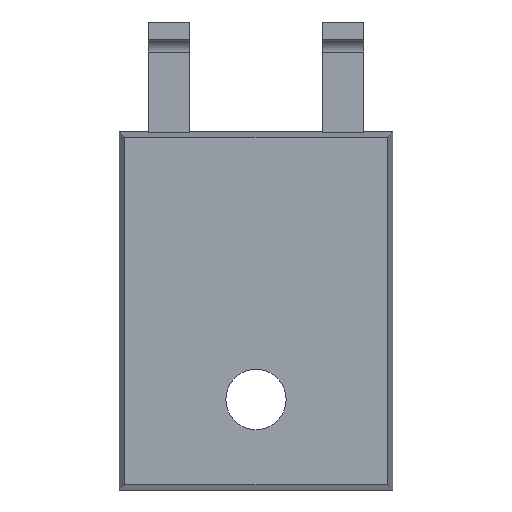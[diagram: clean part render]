
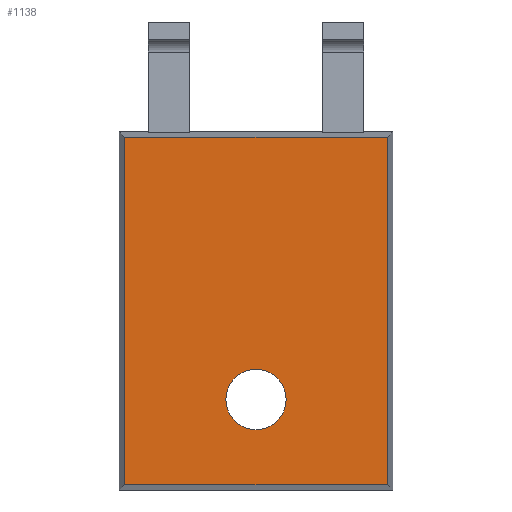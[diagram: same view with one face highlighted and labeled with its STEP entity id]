
A CAD part, front view. The second image highlights one B-rep face of the part: STEP entity #1138.
In plain terms, the highlighted planar face has unit normal (0, -1, 0).
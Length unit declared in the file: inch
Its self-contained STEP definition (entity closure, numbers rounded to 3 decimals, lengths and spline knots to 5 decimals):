
#13 = LINE ( 'NONE', #688, #1521 ) ;
#20 = ORIENTED_EDGE ( 'NONE', *, *, #790, .F. ) ;
#21 = CARTESIAN_POINT ( 'NONE',  ( 0.30259, -0.10236, 0.4126 ) ) ;
#94 = CARTESIAN_POINT ( 'NONE',  ( 0., -0.10236, -0.20394 ) ) ;
#95 = CARTESIAN_POINT ( 'NONE',  ( -0.30259, -0.10236, 0.40003 ) ) ;
#98 = DIRECTION ( 'NONE',  ( 0., 0., 1. ) ) ;
#99 = VERTEX_POINT ( 'NONE', #825 ) ;
#101 = ORIENTED_EDGE ( 'NONE', *, *, #962, .F. ) ;
#112 = CIRCLE ( 'NONE', #364, 0.06949 ) ;
#193 = DIRECTION ( 'NONE',  ( 0., 1., 0. ) ) ;
#203 = CARTESIAN_POINT ( 'NONE',  ( -0.31516, -0.10236, -0.40003 ) ) ;
#217 = CARTESIAN_POINT ( 'NONE',  ( 0., -0.10236, -0.27343 ) ) ;
#223 = EDGE_CURVE ( 'NONE', #1180, #99, #1016, .T. ) ;
#294 = VECTOR ( 'NONE', #830, 39.37008 ) ;
#303 = DIRECTION ( 'NONE',  ( 0., 0., -1. ) ) ;
#319 = EDGE_CURVE ( 'NONE', #1469, #849, #112, .T. ) ;
#364 = AXIS2_PLACEMENT_3D ( 'NONE', #1490, #193, #1006 ) ;
#409 = ORIENTED_EDGE ( 'NONE', *, *, #319, .T. ) ;
#448 = DIRECTION ( 'NONE',  ( 0., 0., 1. ) ) ;
#451 = CIRCLE ( 'NONE', #1303, 0.06949 ) ;
#482 = AXIS2_PLACEMENT_3D ( 'NONE', #784, #897, #303 ) ;
#491 = DIRECTION ( 'NONE',  ( 0., 0., -1. ) ) ;
#515 = FACE_BOUND ( 'NONE', #809, .T. ) ;
#676 = ORIENTED_EDGE ( 'NONE', *, *, #223, .F. ) ;
#682 = LINE ( 'NONE', #1420, #294 ) ;
#688 = CARTESIAN_POINT ( 'NONE',  ( -0.30259, -0.10236, 0.4126 ) ) ;
#777 = VECTOR ( 'NONE', #1377, 39.37008 ) ;
#784 = CARTESIAN_POINT ( 'NONE',  ( 0., -0.10236, 0. ) ) ;
#790 = EDGE_CURVE ( 'NONE', #908, #929, #13, .T. ) ;
#809 = EDGE_LOOP ( 'NONE', ( #922, #409 ) ) ;
#825 = CARTESIAN_POINT ( 'NONE',  ( 0.30259, -0.10236, -0.40003 ) ) ;
#830 = DIRECTION ( 'NONE',  ( 1., 0., 0. ) ) ;
#833 = FACE_OUTER_BOUND ( 'NONE', #1069, .T. ) ;
#849 = VERTEX_POINT ( 'NONE', #217 ) ;
#897 = DIRECTION ( 'NONE',  ( 0., -1., 0. ) ) ;
#908 = VERTEX_POINT ( 'NONE', #1039 ) ;
#922 = ORIENTED_EDGE ( 'NONE', *, *, #1330, .T. ) ;
#929 = VERTEX_POINT ( 'NONE', #95 ) ;
#962 = EDGE_CURVE ( 'NONE', #929, #1180, #682, .T. ) ;
#996 = VECTOR ( 'NONE', #491, 39.37008 ) ;
#1006 = DIRECTION ( 'NONE',  ( 0., 0., 1. ) ) ;
#1016 = LINE ( 'NONE', #21, #996 ) ;
#1027 = DIRECTION ( 'NONE',  ( 0., 1., 0. ) ) ;
#1039 = CARTESIAN_POINT ( 'NONE',  ( -0.30259, -0.10236, -0.40003 ) ) ;
#1069 = EDGE_LOOP ( 'NONE', ( #676, #101, #20, #1326 ) ) ;
#1138 = ADVANCED_FACE ( 'NONE', ( #833, #515 ), #1261, .T. ) ;
#1141 = CARTESIAN_POINT ( 'NONE',  ( 0.30259, -0.10236, 0.40003 ) ) ;
#1180 = VERTEX_POINT ( 'NONE', #1141 ) ;
#1261 = PLANE ( 'NONE',  #482 ) ;
#1303 = AXIS2_PLACEMENT_3D ( 'NONE', #94, #1027, #448 ) ;
#1326 = ORIENTED_EDGE ( 'NONE', *, *, #1445, .F. ) ;
#1330 = EDGE_CURVE ( 'NONE', #849, #1469, #451, .T. ) ;
#1377 = DIRECTION ( 'NONE',  ( -1., 0., 0. ) ) ;
#1389 = CARTESIAN_POINT ( 'NONE',  ( 0., -0.10236, -0.13445 ) ) ;
#1414 = LINE ( 'NONE', #203, #777 ) ;
#1420 = CARTESIAN_POINT ( 'NONE',  ( -0.31516, -0.10236, 0.40003 ) ) ;
#1445 = EDGE_CURVE ( 'NONE', #99, #908, #1414, .T. ) ;
#1469 = VERTEX_POINT ( 'NONE', #1389 ) ;
#1490 = CARTESIAN_POINT ( 'NONE',  ( 0., -0.10236, -0.20394 ) ) ;
#1521 = VECTOR ( 'NONE', #98, 39.37008 ) ;
